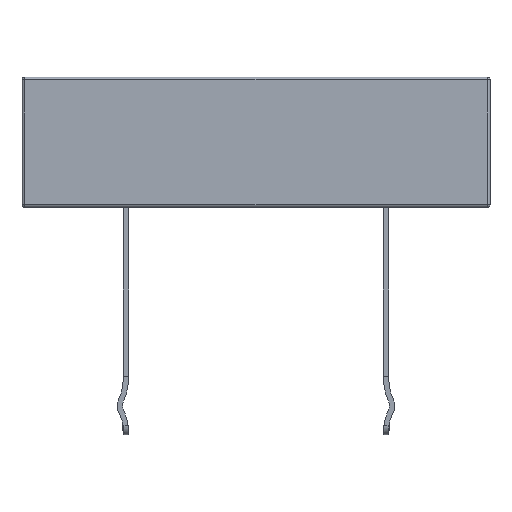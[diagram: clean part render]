
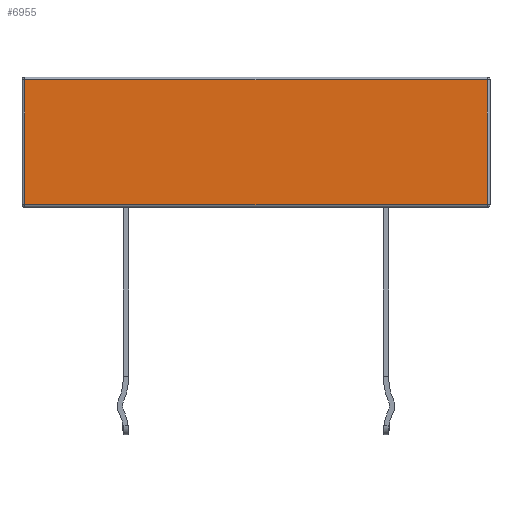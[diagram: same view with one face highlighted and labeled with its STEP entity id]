
A CAD part, top view. The second image highlights one B-rep face of the part: STEP entity #6955.
In plain terms, the highlighted planar face has unit normal (0, 0, 1).
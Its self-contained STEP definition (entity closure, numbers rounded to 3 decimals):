
#493 = DIRECTION ( 'NONE',  ( -1., 0., 0. ) ) ;
#1304 = ORIENTED_EDGE ( 'NONE', *, *, #16355, .T. ) ;
#1343 = VECTOR ( 'NONE', #16811, 1000. ) ;
#1345 = VECTOR ( 'NONE', #14683, 1000. ) ;
#2192 = VERTEX_POINT ( 'NONE', #12274 ) ;
#3013 = LINE ( 'NONE', #5567, #17536 ) ;
#3741 = LINE ( 'NONE', #12710, #1343 ) ;
#3944 = EDGE_CURVE ( 'NONE', #2192, #12522, #3013, .T. ) ;
#5041 = CARTESIAN_POINT ( 'NONE',  ( -18., 0.2, 5. ) ) ;
#5567 = CARTESIAN_POINT ( 'NONE',  ( 17.8, 10., 5. ) ) ;
#5589 = VECTOR ( 'NONE', #12405, 1000. ) ;
#5666 = DIRECTION ( 'NONE',  ( 0., 1., 0. ) ) ;
#6029 = CARTESIAN_POINT ( 'NONE',  ( -17.8, 0.2, 5. ) ) ;
#6089 = LINE ( 'NONE', #18875, #1345 ) ;
#6582 = DIRECTION ( 'NONE',  ( 0., 0., -1. ) ) ;
#6955 = ADVANCED_FACE ( 'NONE', ( #11298 ), #17129, .F. ) ;
#7483 = ORIENTED_EDGE ( 'NONE', *, *, #14943, .T. ) ;
#7611 = EDGE_LOOP ( 'NONE', ( #1304, #7823, #10680, #7483 ) ) ;
#7823 = ORIENTED_EDGE ( 'NONE', *, *, #16956, .T. ) ;
#10018 = AXIS2_PLACEMENT_3D ( 'NONE', #17944, #6582, #493 ) ;
#10680 = ORIENTED_EDGE ( 'NONE', *, *, #3944, .T. ) ;
#11298 = FACE_OUTER_BOUND ( 'NONE', #7611, .T. ) ;
#12120 = LINE ( 'NONE', #5041, #5589 ) ;
#12274 = CARTESIAN_POINT ( 'NONE',  ( 17.8, 0.2, 5. ) ) ;
#12405 = DIRECTION ( 'NONE',  ( 1., 0., 0. ) ) ;
#12522 = VERTEX_POINT ( 'NONE', #13485 ) ;
#12710 = CARTESIAN_POINT ( 'NONE',  ( -17.8, 10., 5. ) ) ;
#12711 = VERTEX_POINT ( 'NONE', #6029 ) ;
#13485 = CARTESIAN_POINT ( 'NONE',  ( 17.8, 9.8, 5. ) ) ;
#14683 = DIRECTION ( 'NONE',  ( -1., 0., 0. ) ) ;
#14943 = EDGE_CURVE ( 'NONE', #12522, #18381, #6089, .T. ) ;
#15393 = CARTESIAN_POINT ( 'NONE',  ( -17.8, 9.8, 5. ) ) ;
#16355 = EDGE_CURVE ( 'NONE', #18381, #12711, #3741, .T. ) ;
#16811 = DIRECTION ( 'NONE',  ( 0., -1., 0. ) ) ;
#16956 = EDGE_CURVE ( 'NONE', #12711, #2192, #12120, .T. ) ;
#17129 = PLANE ( 'NONE',  #10018 ) ;
#17536 = VECTOR ( 'NONE', #5666, 1000. ) ;
#17944 = CARTESIAN_POINT ( 'NONE',  ( -18., 10., 5. ) ) ;
#18381 = VERTEX_POINT ( 'NONE', #15393 ) ;
#18875 = CARTESIAN_POINT ( 'NONE',  ( -18., 9.8, 5. ) ) ;
